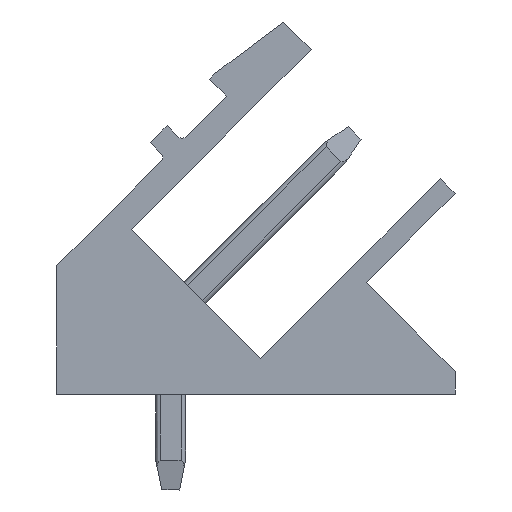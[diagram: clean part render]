
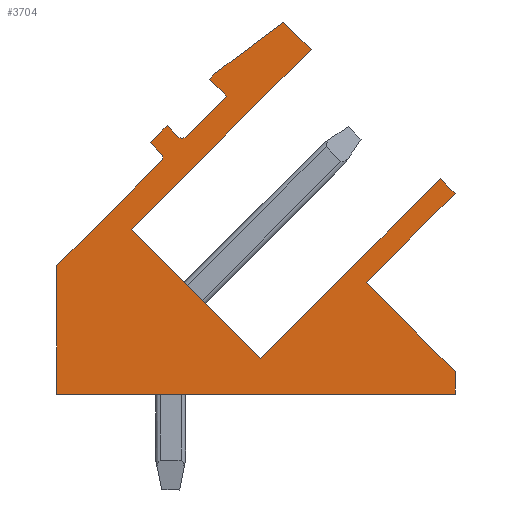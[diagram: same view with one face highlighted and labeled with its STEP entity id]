
A CAD part, left-side view. The second image highlights one B-rep face of the part: STEP entity #3704.
In plain terms, the highlighted planar face has unit normal (-1, 0, 0).
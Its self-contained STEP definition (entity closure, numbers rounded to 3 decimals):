
#1827=AXIS2_PLACEMENT_3D('Circle Axis2P3D',#1825,#1826,$) ;
#1951=AXIS2_PLACEMENT_3D('Circle Axis2P3D',#1949,#1950,$) ;
#3680=AXIS2_PLACEMENT_3D('Plane Axis2P3D',#3677,#3678,#3679) ;
#49=CARTESIAN_POINT('Vertex',(0.,6.505,4.385)) ;
#52=CARTESIAN_POINT('Line Origine',(0.,3.5,7.39)) ;
#56=CARTESIAN_POINT('Vertex',(0.,0.495,10.395)) ;
#87=CARTESIAN_POINT('Vertex',(0.,10.819,8.698)) ;
#90=CARTESIAN_POINT('Line Origine',(0.,8.662,6.541)) ;
#1636=CARTESIAN_POINT('Vertex',(0.,4.808,14.708)) ;
#1639=CARTESIAN_POINT('Line Origine',(0.,7.814,11.703)) ;
#1667=CARTESIAN_POINT('Vertex',(0.,5.728,15.628)) ;
#1670=CARTESIAN_POINT('Line Origine',(0.,5.268,15.168)) ;
#1698=CARTESIAN_POINT('Vertex',(0.,7.99,13.931)) ;
#1701=CARTESIAN_POINT('Line Origine',(0.,6.859,14.779)) ;
#1729=CARTESIAN_POINT('Vertex',(0.,8.202,13.718)) ;
#1732=CARTESIAN_POINT('Line Origine',(0.,8.096,13.824)) ;
#1760=CARTESIAN_POINT('Vertex',(0.,7.637,13.153)) ;
#1763=CARTESIAN_POINT('Line Origine',(0.,7.92,13.436)) ;
#1791=CARTESIAN_POINT('Vertex',(0.,8.98,11.809)) ;
#1794=CARTESIAN_POINT('Line Origine',(0.,8.309,12.481)) ;
#1822=CARTESIAN_POINT('Vertex',(0.,9.263,11.809)) ;
#1825=CARTESIAN_POINT('Axis2P3D Location',(0.,9.122,11.951)) ;
#1853=CARTESIAN_POINT('Vertex',(0.,9.617,12.163)) ;
#1856=CARTESIAN_POINT('Line Origine',(0.,9.44,11.986)) ;
#1884=CARTESIAN_POINT('Vertex',(0.,10.182,11.597)) ;
#1887=CARTESIAN_POINT('Line Origine',(0.,9.899,11.88)) ;
#1915=CARTESIAN_POINT('Vertex',(0.,9.829,11.244)) ;
#1918=CARTESIAN_POINT('Line Origine',(0.,10.006,11.42)) ;
#1946=CARTESIAN_POINT('Vertex',(0.,9.829,10.961)) ;
#1949=CARTESIAN_POINT('Axis2P3D Location',(0.,9.97,11.102)) ;
#1972=CARTESIAN_POINT('Vertex',(0.,13.3,7.489)) ;
#1975=CARTESIAN_POINT('Line Origine',(0.,11.564,9.225)) ;
#2003=CARTESIAN_POINT('Vertex',(0.,13.3,3.2)) ;
#2006=CARTESIAN_POINT('Line Origine',(0.,13.3,5.345)) ;
#2034=CARTESIAN_POINT('Vertex',(0.,0.,3.2)) ;
#2037=CARTESIAN_POINT('Line Origine',(0.,6.65,3.2)) ;
#3583=CARTESIAN_POINT('Vertex',(0.,0.,3.96)) ;
#3586=CARTESIAN_POINT('Line Origine',(0.,0.,3.58)) ;
#3614=CARTESIAN_POINT('Vertex',(0.,2.97,6.93)) ;
#3617=CARTESIAN_POINT('Line Origine',(0.,1.485,5.445)) ;
#3645=CARTESIAN_POINT('Vertex',(0.,0.,9.9)) ;
#3648=CARTESIAN_POINT('Line Origine',(0.,1.485,8.415)) ;
#3665=CARTESIAN_POINT('Line Origine',(0.,0.247,10.147)) ;
#3677=CARTESIAN_POINT('Axis2P3D Location',(0.,0.,0.)) ;
#53=DIRECTION('Vector Direction',(0.,0.707,-0.707)) ;
#91=DIRECTION('Vector Direction',(0.,-0.707,-0.707)) ;
#1640=DIRECTION('Vector Direction',(0.,-0.707,0.707)) ;
#1671=DIRECTION('Vector Direction',(0.,-0.707,-0.707)) ;
#1702=DIRECTION('Vector Direction',(0.,-0.8,0.6)) ;
#1733=DIRECTION('Vector Direction',(0.,-0.707,0.707)) ;
#1764=DIRECTION('Vector Direction',(0.,0.707,0.707)) ;
#1795=DIRECTION('Vector Direction',(0.,-0.707,0.707)) ;
#1826=DIRECTION('Axis2P3D Direction',(-1.,0.,0.)) ;
#1857=DIRECTION('Vector Direction',(0.,-0.707,-0.707)) ;
#1888=DIRECTION('Vector Direction',(0.,-0.707,0.707)) ;
#1919=DIRECTION('Vector Direction',(0.,0.707,0.707)) ;
#1950=DIRECTION('Axis2P3D Direction',(-1.,0.,0.)) ;
#1976=DIRECTION('Vector Direction',(0.,-0.707,0.707)) ;
#2007=DIRECTION('Vector Direction',(0.,0.,1.)) ;
#2038=DIRECTION('Vector Direction',(0.,1.,0.)) ;
#3587=DIRECTION('Vector Direction',(0.,0.,-1.)) ;
#3618=DIRECTION('Vector Direction',(0.,-0.707,-0.707)) ;
#3649=DIRECTION('Vector Direction',(0.,0.707,-0.707)) ;
#3666=DIRECTION('Vector Direction',(0.,-0.707,-0.707)) ;
#3678=DIRECTION('Axis2P3D Direction',(-1.,0.,0.)) ;
#3679=DIRECTION('Axis2P3D XDirection',(0.,0.,1.)) ;
#54=VECTOR('Line Direction',#53,1.) ;
#92=VECTOR('Line Direction',#91,1.) ;
#1641=VECTOR('Line Direction',#1640,1.) ;
#1672=VECTOR('Line Direction',#1671,1.) ;
#1703=VECTOR('Line Direction',#1702,1.) ;
#1734=VECTOR('Line Direction',#1733,1.) ;
#1765=VECTOR('Line Direction',#1764,1.) ;
#1796=VECTOR('Line Direction',#1795,1.) ;
#1858=VECTOR('Line Direction',#1857,1.) ;
#1889=VECTOR('Line Direction',#1888,1.) ;
#1920=VECTOR('Line Direction',#1919,1.) ;
#1977=VECTOR('Line Direction',#1976,1.) ;
#2008=VECTOR('Line Direction',#2007,1.) ;
#2039=VECTOR('Line Direction',#2038,1.) ;
#3588=VECTOR('Line Direction',#3587,1.) ;
#3619=VECTOR('Line Direction',#3618,1.) ;
#3650=VECTOR('Line Direction',#3649,1.) ;
#3667=VECTOR('Line Direction',#3666,1.) ;
#3683=ORIENTED_EDGE('',*,*,#58,.T.) ;
#3684=ORIENTED_EDGE('',*,*,#94,.T.) ;
#3685=ORIENTED_EDGE('',*,*,#1643,.T.) ;
#3686=ORIENTED_EDGE('',*,*,#1674,.T.) ;
#3687=ORIENTED_EDGE('',*,*,#1705,.T.) ;
#3688=ORIENTED_EDGE('',*,*,#1736,.T.) ;
#3689=ORIENTED_EDGE('',*,*,#1767,.T.) ;
#3690=ORIENTED_EDGE('',*,*,#1798,.T.) ;
#3691=ORIENTED_EDGE('',*,*,#1829,.T.) ;
#3692=ORIENTED_EDGE('',*,*,#1860,.T.) ;
#3693=ORIENTED_EDGE('',*,*,#1891,.T.) ;
#3694=ORIENTED_EDGE('',*,*,#1922,.T.) ;
#3695=ORIENTED_EDGE('',*,*,#1953,.T.) ;
#3696=ORIENTED_EDGE('',*,*,#1979,.T.) ;
#3697=ORIENTED_EDGE('',*,*,#2010,.T.) ;
#3698=ORIENTED_EDGE('',*,*,#2041,.T.) ;
#3699=ORIENTED_EDGE('',*,*,#3590,.T.) ;
#3700=ORIENTED_EDGE('',*,*,#3621,.T.) ;
#3701=ORIENTED_EDGE('',*,*,#3652,.T.) ;
#3702=ORIENTED_EDGE('',*,*,#3669,.T.) ;
#3704=ADVANCED_FACE('Housing',(#3703),#3681,.T.) ;
#1828=CIRCLE('generated circle',#1827,0.2) ;
#1952=CIRCLE('generated circle',#1951,0.2) ;
#58=EDGE_CURVE('',#57,#50,#55,.T.) ;
#94=EDGE_CURVE('',#50,#88,#93,.F.) ;
#1643=EDGE_CURVE('',#88,#1637,#1642,.T.) ;
#1674=EDGE_CURVE('',#1637,#1668,#1673,.F.) ;
#1705=EDGE_CURVE('',#1668,#1699,#1704,.F.) ;
#1736=EDGE_CURVE('',#1699,#1730,#1735,.F.) ;
#1767=EDGE_CURVE('',#1730,#1761,#1766,.F.) ;
#1798=EDGE_CURVE('',#1761,#1792,#1797,.F.) ;
#1829=EDGE_CURVE('',#1792,#1823,#1828,.F.) ;
#1860=EDGE_CURVE('',#1823,#1854,#1859,.F.) ;
#1891=EDGE_CURVE('',#1854,#1885,#1890,.F.) ;
#1922=EDGE_CURVE('',#1885,#1916,#1921,.F.) ;
#1953=EDGE_CURVE('',#1916,#1947,#1952,.F.) ;
#1979=EDGE_CURVE('',#1947,#1973,#1978,.F.) ;
#2010=EDGE_CURVE('',#1973,#2004,#2009,.F.) ;
#2041=EDGE_CURVE('',#2004,#2035,#2040,.F.) ;
#3590=EDGE_CURVE('',#2035,#3584,#3589,.F.) ;
#3621=EDGE_CURVE('',#3584,#3615,#3620,.F.) ;
#3652=EDGE_CURVE('',#3615,#3646,#3651,.F.) ;
#3669=EDGE_CURVE('',#3646,#57,#3668,.F.) ;
#3682=EDGE_LOOP('',(#3683,#3684,#3685,#3686,#3687,#3688,#3689,#3690,#3691,#3692,#3693,#3694,#3695,#3696,#3697,#3698,#3699,#3700,#3701,#3702)) ;
#3703=FACE_OUTER_BOUND('',#3682,.T.) ;
#55=LINE('Line',#52,#54) ;
#93=LINE('Line',#90,#92) ;
#1642=LINE('Line',#1639,#1641) ;
#1673=LINE('Line',#1670,#1672) ;
#1704=LINE('Line',#1701,#1703) ;
#1735=LINE('Line',#1732,#1734) ;
#1766=LINE('Line',#1763,#1765) ;
#1797=LINE('Line',#1794,#1796) ;
#1859=LINE('Line',#1856,#1858) ;
#1890=LINE('Line',#1887,#1889) ;
#1921=LINE('Line',#1918,#1920) ;
#1978=LINE('Line',#1975,#1977) ;
#2009=LINE('Line',#2006,#2008) ;
#2040=LINE('Line',#2037,#2039) ;
#3589=LINE('Line',#3586,#3588) ;
#3620=LINE('Line',#3617,#3619) ;
#3651=LINE('Line',#3648,#3650) ;
#3668=LINE('Line',#3665,#3667) ;
#3681=PLANE('',#3680) ;
#50=VERTEX_POINT('',#49) ;
#57=VERTEX_POINT('',#56) ;
#88=VERTEX_POINT('',#87) ;
#1637=VERTEX_POINT('',#1636) ;
#1668=VERTEX_POINT('',#1667) ;
#1699=VERTEX_POINT('',#1698) ;
#1730=VERTEX_POINT('',#1729) ;
#1761=VERTEX_POINT('',#1760) ;
#1792=VERTEX_POINT('',#1791) ;
#1823=VERTEX_POINT('',#1822) ;
#1854=VERTEX_POINT('',#1853) ;
#1885=VERTEX_POINT('',#1884) ;
#1916=VERTEX_POINT('',#1915) ;
#1947=VERTEX_POINT('',#1946) ;
#1973=VERTEX_POINT('',#1972) ;
#2004=VERTEX_POINT('',#2003) ;
#2035=VERTEX_POINT('',#2034) ;
#3584=VERTEX_POINT('',#3583) ;
#3615=VERTEX_POINT('',#3614) ;
#3646=VERTEX_POINT('',#3645) ;
